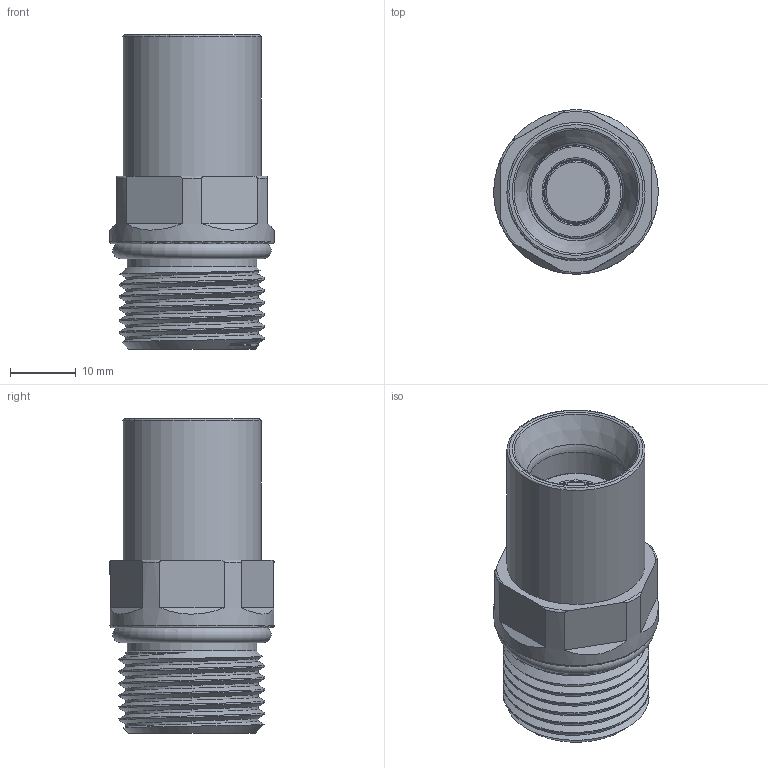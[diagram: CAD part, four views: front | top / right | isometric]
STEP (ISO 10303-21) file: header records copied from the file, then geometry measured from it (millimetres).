
FILE_DESCRIPTION( ('This file contains a STEP AP42 implementation' ,'as created by ZW3D STEP Interface translator.' ,'') ,'2;1' );
FILE_NAME( '06S.stp' ,'25 121. 84948', (''), ('ZWCAD Software Co.'), 'Version 1.0', 'ZW3D to STEP translator', '' );
FILE_SCHEMA(('AUTOMOTIVE_DESIGN { 1 0 10303 214 1 1 1 1 }'));
Length unit declared in the file: millimetre
Products named in the file (1): 0
Bounding box: 24.99 x 24.98 x 47.8 mm (x, y, z)
Volume: 15446.6 mm3; surface area: 5304.2 mm2
Topology: 1 solids, 1 shells, 85 faces, 240 edges, 163 vertices
Faces by surface type: cylinder 30, plane 27, torus 17, cone 8, bspline 3
Full cylindrical faces by diameter (mm): 9.47 x1, 14.38 x1, 15.1 x1, 17 x1, 19.7 x1, 20.2 x5, 21 x1, 22.2 x5, 25 x1
Entity records: 4291 total; most frequent: CARTESIAN_POINT 2069, ORIENTED_EDGE 480, DIRECTION 388, EDGE_CURVE 240, VERTEX_POINT 163, AXIS2_PLACEMENT_3D 161, EDGE_LOOP 91, B_SPLINE_CURVE_WITH_KNOTS 91
